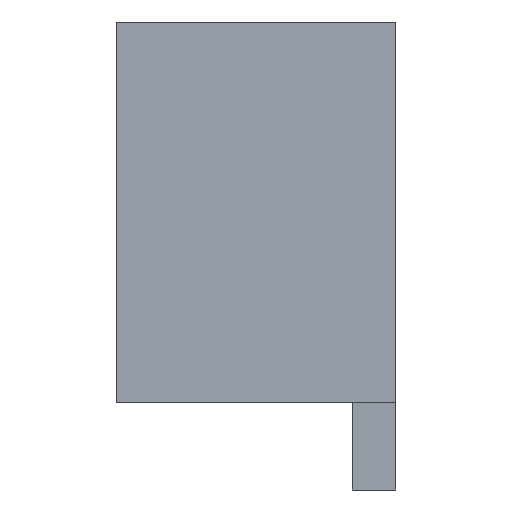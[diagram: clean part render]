
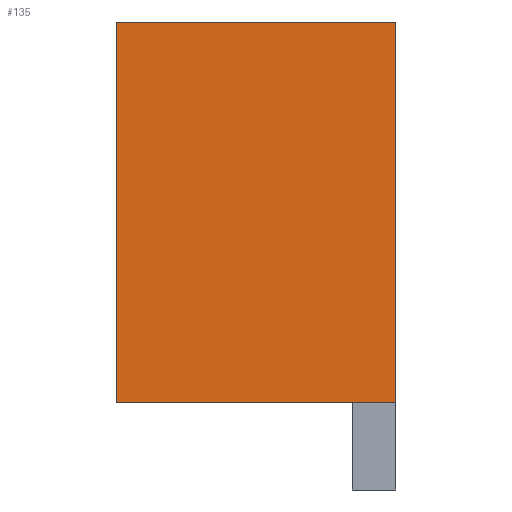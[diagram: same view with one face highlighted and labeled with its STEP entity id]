
A CAD part, left-side view. The second image highlights one B-rep face of the part: STEP entity #135.
In plain terms, the highlighted planar face has unit normal (-1, 0, 0).
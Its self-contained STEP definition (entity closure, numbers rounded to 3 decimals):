
#79 = VERTEX_POINT ( 'NONE', #152 ) ;
#135 = ADVANCED_FACE ( 'NONE', ( #1473 ), #288, .F. ) ;
#152 = CARTESIAN_POINT ( 'NONE',  ( -3.75, 3.2, 2.175 ) ) ;
#157 = DIRECTION ( 'NONE',  ( 1., 0., 0. ) ) ;
#172 = ORIENTED_EDGE ( 'NONE', *, *, #1150, .F. ) ;
#277 = DIRECTION ( 'NONE',  ( 0., 0., 1. ) ) ;
#288 = PLANE ( 'NONE',  #296 ) ;
#294 = DIRECTION ( 'NONE',  ( 0., -1., 0. ) ) ;
#296 = AXIS2_PLACEMENT_3D ( 'NONE', #521, #157, #899 ) ;
#325 = LINE ( 'NONE', #930, #472 ) ;
#352 = CARTESIAN_POINT ( 'NONE',  ( -3.75, 3.2, -2.175 ) ) ;
#377 = VERTEX_POINT ( 'NONE', #1369 ) ;
#472 = VECTOR ( 'NONE', #294, 1000. ) ;
#488 = ORIENTED_EDGE ( 'NONE', *, *, #1326, .T. ) ;
#521 = CARTESIAN_POINT ( 'NONE',  ( -3.75, 3.2, 2.175 ) ) ;
#557 = LINE ( 'NONE', #1004, #677 ) ;
#652 = LINE ( 'NONE', #675, #715 ) ;
#658 = ORIENTED_EDGE ( 'NONE', *, *, #661, .T. ) ;
#661 = EDGE_CURVE ( 'NONE', #906, #377, #752, .T. ) ;
#675 = CARTESIAN_POINT ( 'NONE',  ( -3.75, 0., 2.175 ) ) ;
#677 = VECTOR ( 'NONE', #277, 1000. ) ;
#715 = VECTOR ( 'NONE', #817, 1000. ) ;
#752 = LINE ( 'NONE', #820, #909 ) ;
#817 = DIRECTION ( 'NONE',  ( 0., 0., 1. ) ) ;
#820 = CARTESIAN_POINT ( 'NONE',  ( -3.75, 3.2, -2.175 ) ) ;
#899 = DIRECTION ( 'NONE',  ( 0., 0., -1. ) ) ;
#906 = VERTEX_POINT ( 'NONE', #352 ) ;
#909 = VECTOR ( 'NONE', #1050, 1000. ) ;
#930 = CARTESIAN_POINT ( 'NONE',  ( -3.75, 3.2, 2.175 ) ) ;
#1004 = CARTESIAN_POINT ( 'NONE',  ( -3.75, 3.2, 2.175 ) ) ;
#1050 = DIRECTION ( 'NONE',  ( 0., -1., 0. ) ) ;
#1150 = EDGE_CURVE ( 'NONE', #906, #79, #557, .T. ) ;
#1210 = EDGE_CURVE ( 'NONE', #79, #1255, #325, .T. ) ;
#1255 = VERTEX_POINT ( 'NONE', #1500 ) ;
#1326 = EDGE_CURVE ( 'NONE', #377, #1255, #652, .T. ) ;
#1369 = CARTESIAN_POINT ( 'NONE',  ( -3.75, 0., -2.175 ) ) ;
#1371 = ORIENTED_EDGE ( 'NONE', *, *, #1210, .F. ) ;
#1473 = FACE_OUTER_BOUND ( 'NONE', #1553, .T. ) ;
#1500 = CARTESIAN_POINT ( 'NONE',  ( -3.75, 0., 2.175 ) ) ;
#1553 = EDGE_LOOP ( 'NONE', ( #488, #1371, #172, #658 ) ) ;
